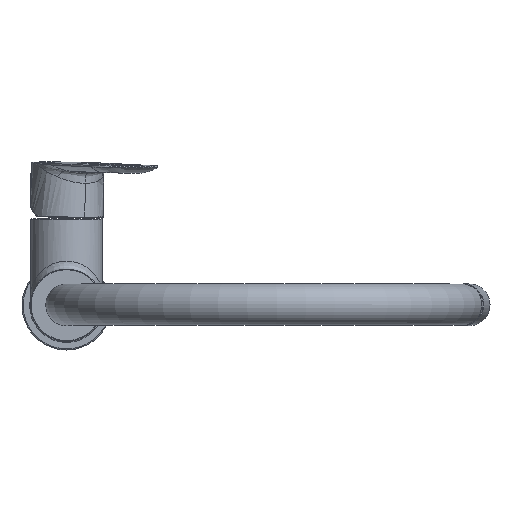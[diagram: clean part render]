
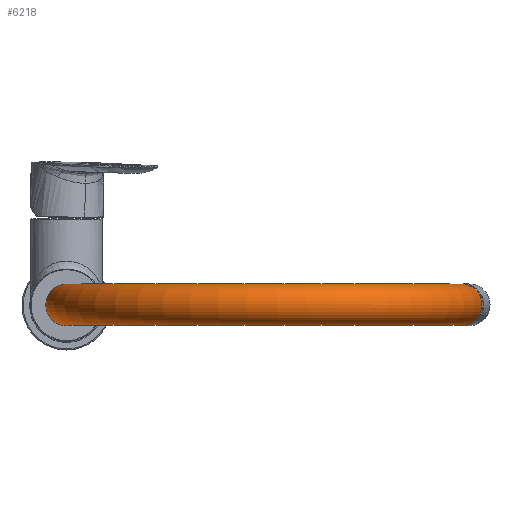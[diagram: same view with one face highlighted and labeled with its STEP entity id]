
A CAD part, top view. The second image highlights one B-rep face of the part: STEP entity #6218.
In plain terms, the highlighted toroidal (fillet/blend) face has major radius 110.5 mm and minor radius 11.5 mm.
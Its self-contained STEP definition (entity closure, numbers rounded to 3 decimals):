
#234=TOROIDAL_SURFACE('',#7203,110.5,11.5);
#1193=CIRCLE('',#7199,11.5);
#1197=CIRCLE('',#7204,11.5);
#2989=ORIENTED_EDGE('',*,*,#3904,.T.);
#2990=ORIENTED_EDGE('',*,*,#3910,.F.);
#3904=EDGE_CURVE('',#4479,#4479,#1193,.F.);
#3910=EDGE_CURVE('',#4485,#4485,#1197,.F.);
#4479=VERTEX_POINT('',#21832);
#4485=VERTEX_POINT('',#21845);
#5283=EDGE_LOOP('',(#2989));
#5284=EDGE_LOOP('',(#2990));
#5721=FACE_BOUND('',#5283,.T.);
#5722=FACE_BOUND('',#5284,.T.);
#6218=ADVANCED_FACE('',(#5721,#5722),#234,.T.);
#7199=AXIS2_PLACEMENT_3D('',#21831,#8339,#8340);
#7203=AXIS2_PLACEMENT_3D('',#21843,#8349,#8350);
#7204=AXIS2_PLACEMENT_3D('',#21844,#8351,#8352);
#8339=DIRECTION('',(0.,0.,-1.));
#8340=DIRECTION('',(1.,0.,0.));
#8349=DIRECTION('',(0.,-1.,0.));
#8350=DIRECTION('',(0.,0.,-1.));
#8351=DIRECTION('',(-0.174,0.,0.985));
#8352=DIRECTION('',(-0.985,0.,-0.174));
#21831=CARTESIAN_POINT('',(0.,0.,205.3));
#21832=CARTESIAN_POINT('',(11.5,0.,205.3));
#21843=CARTESIAN_POINT('',(110.5,0.,205.3));
#21844=CARTESIAN_POINT('',(219.321,0.,224.488));
#21845=CARTESIAN_POINT('',(207.996,0.,222.491));
